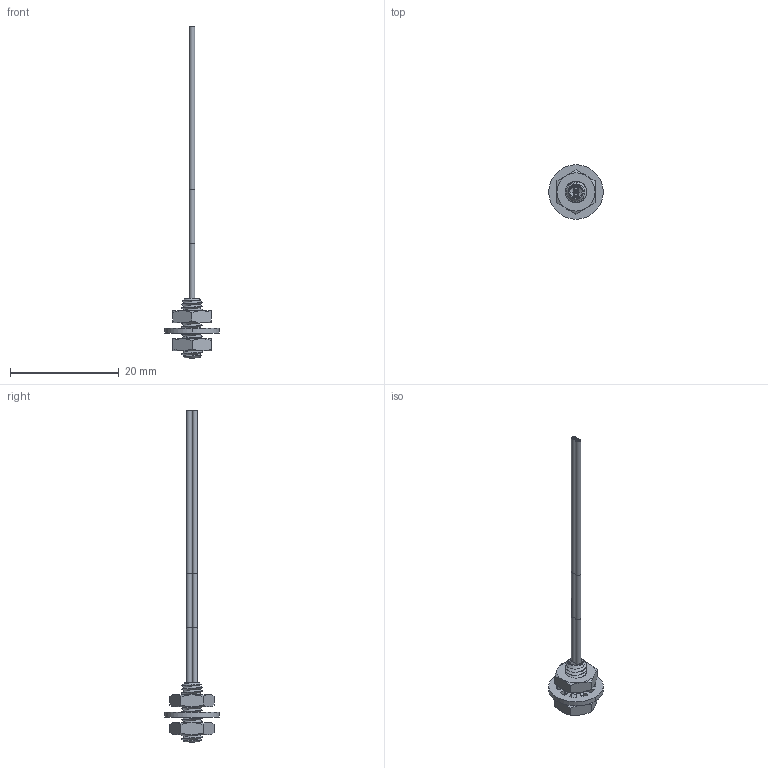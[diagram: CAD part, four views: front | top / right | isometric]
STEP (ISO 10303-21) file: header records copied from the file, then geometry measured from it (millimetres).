
FILE_DESCRIPTION((''),'2;1');
FILE_NAME('192785_ASM','2016-02-09T',('pdmadmin'),(''),'PRO/ENGINEER BY PARAMETRIC TECHNOLOGY CORPORATION, 2013230','PRO/ENGINEER BY PARAMETRIC TECHNOLOGY CORPORATION, 2013230','');
FILE_SCHEMA(('CONFIG_CONTROL_DESIGN'));
Products named in the file (7): 39169; 41382; 08394_M4_ITLW_NI; 08397_M4_X_0_7_HEX_JAM_NUT_NI; FIBER_CORE_020_X_; 28247_ASM; 192785_ASM
Assembly tree (8 placements, depth 3):
  192785_ASM
    28247_ASM
      39169
      41382
      08394_M4_ITLW_NI
      08397_M4_X_0_7_HEX_JAM_NUT_NI  x2
      FIBER_CORE_020_X_  x2
Bounding box: 10 x 10 x 60.92 mm (x, y, z)
Volume: 325.6 mm3; surface area: 1235.3 mm2
Topology: 7 solids, 9 shells, 254 faces, 616 edges, 376 vertices
Faces by surface type: cylinder 120, cone 70, plane 46, bspline 18
Entity records: 10614 total; most frequent: CARTESIAN_POINT 5706, ORIENTED_EDGE 1004, DIRECTION 1003, EDGE_CURVE 506, AXIS2_PLACEMENT_3D 398, VERTEX_POINT 316, VECTOR 207, LINE 207
